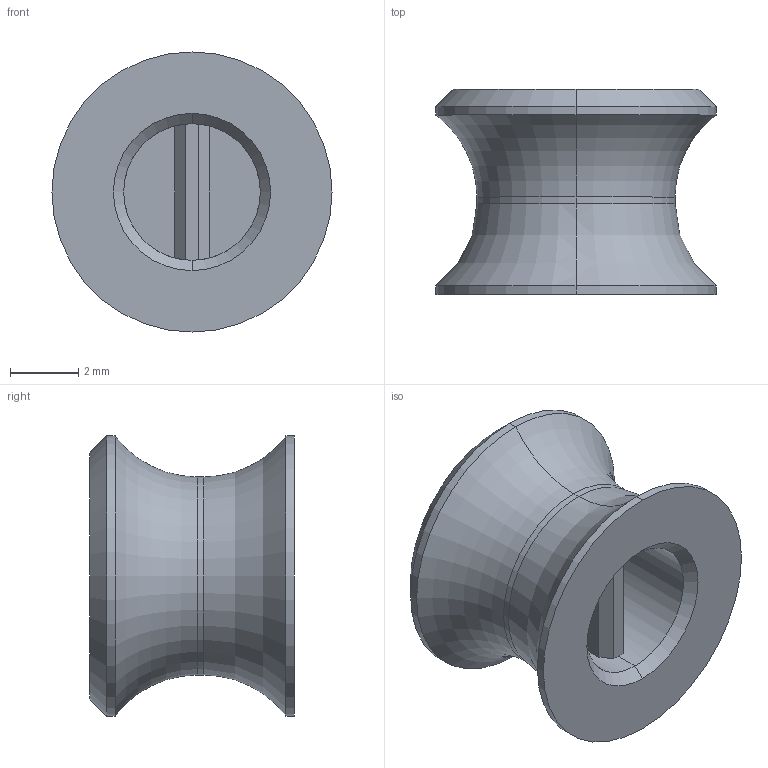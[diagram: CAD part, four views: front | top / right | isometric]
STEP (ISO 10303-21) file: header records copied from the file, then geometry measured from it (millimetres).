
FILE_DESCRIPTION (( 'STEP AP214' ), '1' );
FILE_NAME ('Pulley-1DOF Fixed.STEP', '2023-04-30T09:59:13', ( '' ), ( '' ), 'SwSTEP 2.0', 'SolidWorks 2019', '' );
FILE_SCHEMA (( 'AUTOMOTIVE_DESIGN' ));
Length unit declared in the file: millimetre
Products named in the file (1): Pulley-1DOF Fixed
Bounding box: 8.2 x 6 x 8.2 mm (x, y, z)
Volume: 169.2 mm3; surface area: 325.4 mm2
Topology: 1 solids, 1 shells, 25 faces, 54 edges, 32 vertices
Faces by surface type: plane 9, cylinder 8, torus 4, cone 4
Entity records: 714 total; most frequent: DIRECTION 130, CARTESIAN_POINT 124, ORIENTED_EDGE 108, EDGE_CURVE 54, AXIS2_PLACEMENT_3D 54, VERTEX_POINT 32, CIRCLE 28, EDGE_LOOP 26
